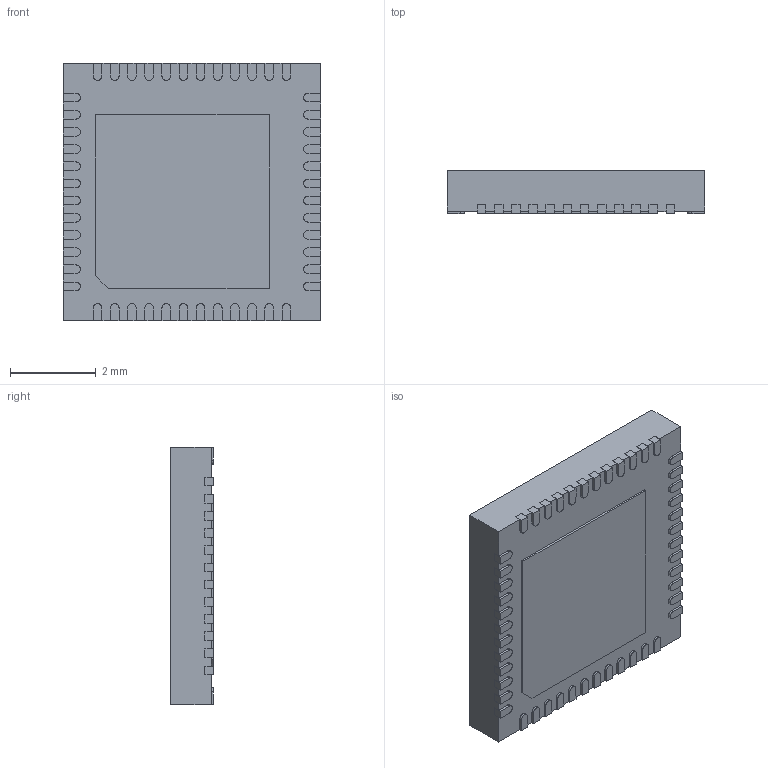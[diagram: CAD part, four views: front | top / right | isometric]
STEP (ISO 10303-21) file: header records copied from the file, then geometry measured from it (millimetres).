
FILE_DESCRIPTION (( 'STEP AP214' ), '1' );
FILE_NAME ('RSL48.STEP', '2020-08-09T03:55:53', ( '' ), ( '' ), 'SwSTEP 2.0', 'SolidWorks 2017', '' );
FILE_SCHEMA (( 'AUTOMOTIVE_DESIGN' ));
Length unit declared in the file: millimetre
Products named in the file (1): RSL48
Bounding box: 6 x 1 x 6 mm (x, y, z)
Volume: 35.2 mm3; surface area: 156.7 mm2
Topology: 51 solids, 51 shells, 530 faces, 1278 edges, 852 vertices
Faces by surface type: plane 406, cylinder 124
Entity records: 18287 total; most frequent: CARTESIAN_POINT 2661, DIRECTION 2588, ORIENTED_EDGE 2556, EDGE_CURVE 1278, LINE 1030, VECTOR 1030, VERTEX_POINT 852, AXIS2_PLACEMENT_3D 779
